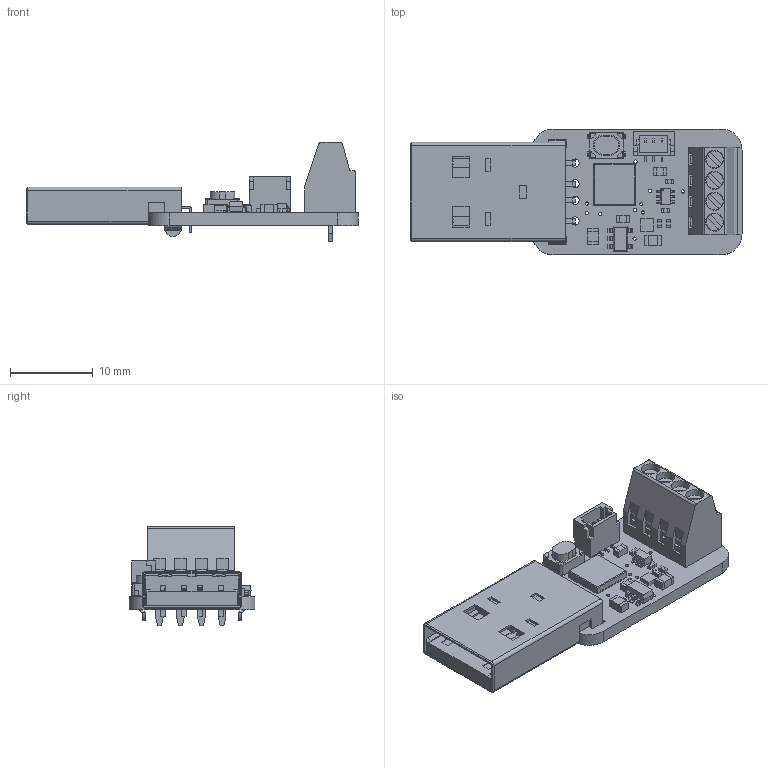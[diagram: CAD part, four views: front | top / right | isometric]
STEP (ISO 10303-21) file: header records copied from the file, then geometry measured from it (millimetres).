
FILE_DESCRIPTION(/* description */ (''),/* implementation_level */ '2;1');
FILE_NAME(/* name */ 'PCB Component.step',/* time_stamp */ '2024-06-17T11:51:09-04:00',/* author */ (''),/* organization */ (''),/* preprocessor_version */ 'ST-DEVELOPER v20',/* originating_system */ 'Autodesk Translation Framework v13.14.0.145',/* authorisation */ '');
FILE_SCHEMA (('AUTOMOTIVE_DESIGN { 1 0 10303 214 3 1 1 }'));
Length unit declared in the file: millimetre
Products named in the file (13): PCB Component; Board; USB_A-UGO4DD; 10uF; RKB; ATSAMD21E; 1uF; AP2127K-3.3; WS2812B_SK6805_1515; 4p 2.54mm TERM; 74HCT2G34; 10K; JST_SH_V
Assembly tree (17 placements, depth 2):
  PCB Component
    Board
    USB_A-UGO4DD
    10uF  x2
    RKB
    ATSAMD21E
    1uF  x2
    AP2127K-3.3
    WS2812B_SK6805_1515
    4p 2.54mm TERM
    74HCT2G34
    10K  x4
    JST_SH_V
Bounding box: 40.19 x 15.24 x 12 mm (x, y, z)
Volume: 1713.9 mm3; surface area: 4525.6 mm2
Topology: 63 solids, 63 shells, 1693 faces, 4408 edges, 2836 vertices
Faces by surface type: plane 1338, cylinder 297, sphere 28, cone 14, bspline 8, torus 8
Full cylindrical faces by diameter (mm): 0.22 x1, 0.3 x6, 0.394 x14, 0.5 x3, 1 x10, 1.1 x2, 1.6 x8, 1.7 x4, 2.2 x4
Entity records: 50556 total; most frequent: CARTESIAN_POINT 9239, ORIENTED_EDGE 8408, DIRECTION 8116, EDGE_CURVE 4204, LINE 3480, VECTOR 3480, VERTEX_POINT 2716, AXIS2_PLACEMENT_3D 2318
